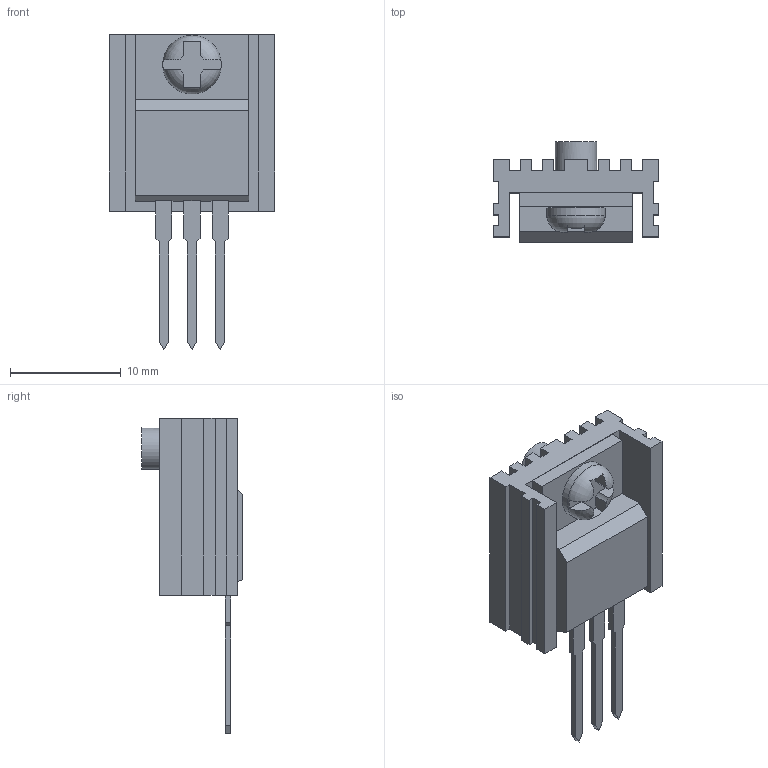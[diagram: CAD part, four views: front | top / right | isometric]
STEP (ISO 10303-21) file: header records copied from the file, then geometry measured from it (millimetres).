
FILE_DESCRIPTION(('FreeCAD Model'),'2;1');
FILE_NAME('Open CASCADE Shape Model','2025-01-13T20:49:46',( 'kicad StepUp'),('ksu MCAD'),'Open CASCADE STEP processor 7.8', 'FreeCAD','Unknown');
FILE_SCHEMA(('AUTOMOTIVE_DESIGN { 1 0 10303 214 1 1 1 1 }'));
Length unit declared in the file: millimetre
Products named in the file (1): TO-220-3_Vertical_Heatsink
Bounding box: 15 x 9.09 x 28.52 mm (x, y, z)
Volume: 1320.8 mm3; surface area: 1888.8 mm2
Topology: 1 solids, 1 shells, 123 faces, 362 edges, 241 vertices
Faces by surface type: plane 113, cylinder 9, revolution 1
Full cylindrical faces by diameter (mm): 3.74 x1, 5.3 x1
Entity records: 5656 total; most frequent: CARTESIAN_POINT 1230, ORIENTED_EDGE 724, DIRECTION 627, EDGE_CURVE 362, LINE 318, VECTOR 318, VERTEX_POINT 241, AXIS2_PLACEMENT_3D 154
